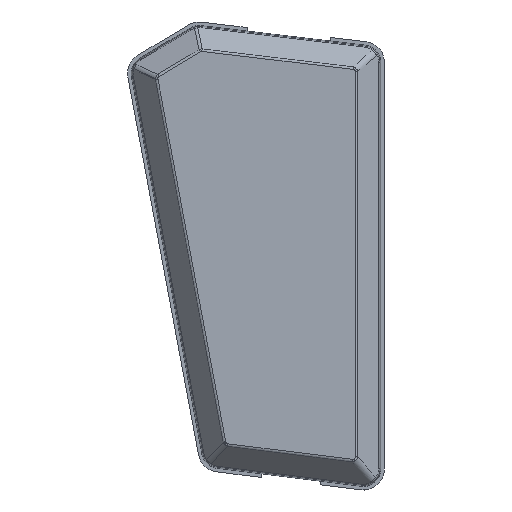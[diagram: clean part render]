
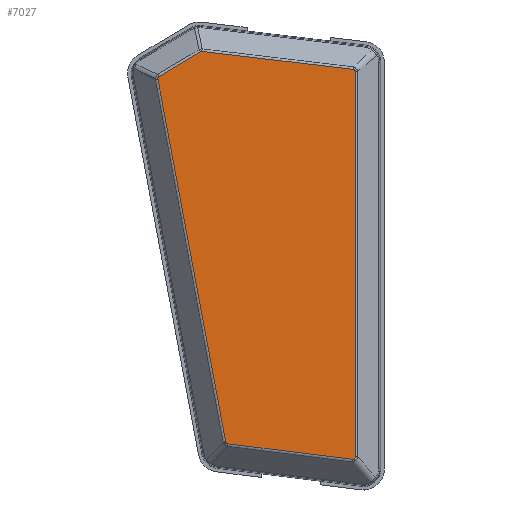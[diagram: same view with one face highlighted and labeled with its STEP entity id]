
A CAD part, top view. The second image highlights one B-rep face of the part: STEP entity #7027.
In plain terms, the highlighted planar face has unit normal (0, 0, 1).
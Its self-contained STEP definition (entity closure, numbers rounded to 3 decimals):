
#406 = CARTESIAN_POINT ( 'NONE',  ( -27.68, -49.56, 17.78 ) ) ;
#594 = ORIENTED_EDGE ( 'NONE', *, *, #2356, .F. ) ;
#1005 = VERTEX_POINT ( 'NONE', #9421 ) ;
#1195 = VERTEX_POINT ( 'NONE', #20863 ) ;
#1338 = CARTESIAN_POINT ( 'NONE',  ( -27.385, -48.464, 17.78 ) ) ;
#1539 =( BOUNDED_CURVE ( )  B_SPLINE_CURVE ( 3, ( #11950, #13763, #4808, #17342 ),
 .UNSPECIFIED., .F., .F. ) 
 B_SPLINE_CURVE_WITH_KNOTS ( ( 4, 4 ),
 ( 0., 0.43 ),
 .UNSPECIFIED. ) 
 CURVE ( )  GEOMETRIC_REPRESENTATION_ITEM ( )  RATIONAL_B_SPLINE_CURVE ( ( 1., 0.985, 0.985, 1. ) ) 
 REPRESENTATION_ITEM ( '' )  );
#1644 = CARTESIAN_POINT ( 'NONE',  ( -27.385, -48.795, 17.78 ) ) ;
#1926 = EDGE_LOOP ( 'NONE', ( #21460, #8049, #9578, #12159, #594, #21942, #10486, #8740, #8654, #16740, #3802 ) ) ;
#1933 = DIRECTION ( 'NONE',  ( 0.993, -0.118, 0. ) ) ;
#2136 =( BOUNDED_CURVE ( )  B_SPLINE_CURVE ( 3, ( #12193, #19269, #17574, #6836 ),
 .UNSPECIFIED., .F., .F. ) 
 B_SPLINE_CURVE_WITH_KNOTS ( ( 4, 4 ),
 ( 5.853, 6.283 ),
 .UNSPECIFIED. ) 
 CURVE ( )  GEOMETRIC_REPRESENTATION_ITEM ( )  RATIONAL_B_SPLINE_CURVE ( ( 1., 0.985, 0.985, 1. ) ) 
 REPRESENTATION_ITEM ( '' )  );
#2356 = EDGE_CURVE ( 'NONE', #14088, #1195, #16267, .T. ) ;
#2357 = VERTEX_POINT ( 'NONE', #11315 ) ;
#2725 = CARTESIAN_POINT ( 'NONE',  ( -28.009, 62.554, 17.78 ) ) ;
#3082 = CARTESIAN_POINT ( 'NONE',  ( -71.916, 67.632, 17.78 ) ) ;
#3366 = VERTEX_POINT ( 'NONE', #22294 ) ;
#3376 =( BOUNDED_CURVE ( )  B_SPLINE_CURVE ( 3, ( #13682, #11868, #20799, #10143 ),
 .UNSPECIFIED., .F., .F. ) 
 B_SPLINE_CURVE_WITH_KNOTS ( ( 4, 4 ),
 ( 2.911, 3.372 ),
 .UNSPECIFIED. ) 
 CURVE ( )  GEOMETRIC_REPRESENTATION_ITEM ( )  RATIONAL_B_SPLINE_CURVE ( ( 1., 0.982, 0.982, 1. ) ) 
 REPRESENTATION_ITEM ( '' )  );
#3473 = PLANE ( 'NONE',  #15500 ) ;
#3727 = DIRECTION ( 'NONE',  ( 0.858, 0.514, 0. ) ) ;
#3771 = CARTESIAN_POINT ( 'NONE',  ( -84.097, 59.799, 17.78 ) ) ;
#3802 = ORIENTED_EDGE ( 'NONE', *, *, #18187, .F. ) ;
#3916 = CARTESIAN_POINT ( 'NONE',  ( -27.385, -48.795, 17.78 ) ) ;
#4808 = CARTESIAN_POINT ( 'NONE',  ( -64.596, -44.605, 17.78 ) ) ;
#4994 = EDGE_CURVE ( 'NONE', #1005, #14740, #2136, .T. ) ;
#5104 =( BOUNDED_CURVE ( )  B_SPLINE_CURVE ( 3, ( #3771, #19697, #18087, #7353 ),
 .UNSPECIFIED., .F., .F. ) 
 B_SPLINE_CURVE_WITH_KNOTS ( ( 4, 4 ),
 ( 2.726, 3.557 ),
 .UNSPECIFIED. ) 
 CURVE ( )  GEOMETRIC_REPRESENTATION_ITEM ( )  RATIONAL_B_SPLINE_CURVE ( ( 1., 0.943, 0.943, 1. ) ) 
 REPRESENTATION_ITEM ( '' )  );
#5281 = DIRECTION ( 'NONE',  ( -1., 0., 0. ) ) ;
#6142 = EDGE_CURVE ( 'NONE', #21995, #3366, #11161, .T. ) ;
#6303 = CARTESIAN_POINT ( 'NONE',  ( -27.385, 61.852, 17.78 ) ) ;
#6443 = VERTEX_POINT ( 'NONE', #21059 ) ;
#6459 = VECTOR ( 'NONE', #17451, 1000. ) ;
#6836 = CARTESIAN_POINT ( 'NONE',  ( -64.422, -44.837, 17.78 ) ) ;
#7027 = ADVANCED_FACE ( 'NONE', ( #22241 ), #3473, .T. ) ;
#7264 = VECTOR ( 'NONE', #18416, 1000. ) ;
#7353 = CARTESIAN_POINT ( 'NONE',  ( -83.765, 60.535, 17.78 ) ) ;
#7554 = EDGE_CURVE ( 'NONE', #16296, #15996, #9433, .T. ) ;
#8049 = ORIENTED_EDGE ( 'NONE', *, *, #19666, .F. ) ;
#8654 = ORIENTED_EDGE ( 'NONE', *, *, #6142, .F. ) ;
#8740 = ORIENTED_EDGE ( 'NONE', *, *, #20346, .F. ) ;
#9319 = CARTESIAN_POINT ( 'NONE',  ( -27.385, -49.299, 17.78 ) ) ;
#9421 = CARTESIAN_POINT ( 'NONE',  ( -64.018, -45.017, 17.78 ) ) ;
#9433 = LINE ( 'NONE', #21593, #18380 ) ;
#9578 = ORIENTED_EDGE ( 'NONE', *, *, #7554, .F. ) ;
#10143 = CARTESIAN_POINT ( 'NONE',  ( -71.469, 67.728, 17.78 ) ) ;
#10486 = ORIENTED_EDGE ( 'NONE', *, *, #4994, .F. ) ;
#11161 =( BOUNDED_CURVE ( )  B_SPLINE_CURVE ( 3, ( #3916, #9319, #406, #12940 ),
 .UNSPECIFIED., .F., .F. ) 
 B_SPLINE_CURVE_WITH_KNOTS ( ( 4, 4 ),
 ( 2.583, 3.7 ),
 .UNSPECIFIED. ) 
 CURVE ( )  GEOMETRIC_REPRESENTATION_ITEM ( )  RATIONAL_B_SPLINE_CURVE ( ( 1., 0.899, 0.899, 1. ) ) 
 REPRESENTATION_ITEM ( '' )  );
#11315 = CARTESIAN_POINT ( 'NONE',  ( -27.385, 61.852, 17.78 ) ) ;
#11582 = EDGE_CURVE ( 'NONE', #2357, #21995, #20706, .T. ) ;
#11868 = CARTESIAN_POINT ( 'NONE',  ( -71.779, 67.714, 17.78 ) ) ;
#11950 = CARTESIAN_POINT ( 'NONE',  ( -64.422, -44.837, 17.78 ) ) ;
#11979 = VECTOR ( 'NONE', #1933, 1000. ) ;
#12159 = ORIENTED_EDGE ( 'NONE', *, *, #18953, .F. ) ;
#12193 = CARTESIAN_POINT ( 'NONE',  ( -64.018, -45.017, 17.78 ) ) ;
#12596 = EDGE_CURVE ( 'NONE', #14740, #14088, #1539, .T. ) ;
#12940 = CARTESIAN_POINT ( 'NONE',  ( -28.18, -49.497, 17.78 ) ) ;
#13327 = CARTESIAN_POINT ( 'NONE',  ( -63.806, -45.044, 17.78 ) ) ;
#13462 = CARTESIAN_POINT ( 'NONE',  ( -27.611, 62.507, 17.78 ) ) ;
#13682 = CARTESIAN_POINT ( 'NONE',  ( -71.916, 67.632, 17.78 ) ) ;
#13763 = CARTESIAN_POINT ( 'NONE',  ( -64.527, -44.738, 17.78 ) ) ;
#14088 = VERTEX_POINT ( 'NONE', #15653 ) ;
#14312 = EDGE_CURVE ( 'NONE', #14497, #6443, #21433, .T. ) ;
#14458 = CARTESIAN_POINT ( 'NONE',  ( -28.267, 62.585, 17.78 ) ) ;
#14497 = VERTEX_POINT ( 'NONE', #18549 ) ;
#14740 = VERTEX_POINT ( 'NONE', #21240 ) ;
#15172 =( BOUNDED_CURVE ( )  B_SPLINE_CURVE ( 3, ( #2725, #13462, #17040, #6303 ),
 .UNSPECIFIED., .F., .F. ) 
 B_SPLINE_CURVE_WITH_KNOTS ( ( 4, 4 ),
 ( 2.653, 3.63 ),
 .UNSPECIFIED. ) 
 CURVE ( )  GEOMETRIC_REPRESENTATION_ITEM ( )  RATIONAL_B_SPLINE_CURVE ( ( 1., 0.922, 0.922, 1. ) ) 
 REPRESENTATION_ITEM ( '' )  );
#15500 = AXIS2_PLACEMENT_3D ( 'NONE', #21270, #16029, #5281 ) ;
#15653 = CARTESIAN_POINT ( 'NONE',  ( -64.626, -44.446, 17.78 ) ) ;
#15990 = VECTOR ( 'NONE', #22165, 1000. ) ;
#15996 = VERTEX_POINT ( 'NONE', #3082 ) ;
#16029 = DIRECTION ( 'NONE',  ( 0., 0., 1. ) ) ;
#16267 = LINE ( 'NONE', #20184, #7264 ) ;
#16296 = VERTEX_POINT ( 'NONE', #16781 ) ;
#16542 = LINE ( 'NONE', #13327, #15990 ) ;
#16740 = ORIENTED_EDGE ( 'NONE', *, *, #11582, .F. ) ;
#16781 = CARTESIAN_POINT ( 'NONE',  ( -83.765, 60.535, 17.78 ) ) ;
#17040 = CARTESIAN_POINT ( 'NONE',  ( -27.385, 62.253, 17.78 ) ) ;
#17342 = CARTESIAN_POINT ( 'NONE',  ( -64.626, -44.446, 17.78 ) ) ;
#17451 = DIRECTION ( 'NONE',  ( 0., -1., 0. ) ) ;
#17574 = CARTESIAN_POINT ( 'NONE',  ( -64.316, -44.936, 17.78 ) ) ;
#18087 = CARTESIAN_POINT ( 'NONE',  ( -84.038, 60.372, 17.78 ) ) ;
#18187 = EDGE_CURVE ( 'NONE', #6443, #2357, #15172, .T. ) ;
#18380 = VECTOR ( 'NONE', #3727, 1000. ) ;
#18416 = DIRECTION ( 'NONE',  ( -0.184, 0.983, 0. ) ) ;
#18549 = CARTESIAN_POINT ( 'NONE',  ( -71.469, 67.728, 17.78 ) ) ;
#18953 = EDGE_CURVE ( 'NONE', #1195, #16296, #5104, .T. ) ;
#19269 = CARTESIAN_POINT ( 'NONE',  ( -64.18, -44.997, 17.78 ) ) ;
#19666 = EDGE_CURVE ( 'NONE', #15996, #14497, #3376, .T. ) ;
#19697 = CARTESIAN_POINT ( 'NONE',  ( -84.155, 60.111, 17.78 ) ) ;
#20184 = CARTESIAN_POINT ( 'NONE',  ( -84.059, 59.598, 17.78 ) ) ;
#20346 = EDGE_CURVE ( 'NONE', #3366, #1005, #16542, .T. ) ;
#20706 = LINE ( 'NONE', #1338, #6459 ) ;
#20799 = CARTESIAN_POINT ( 'NONE',  ( -71.627, 67.747, 17.78 ) ) ;
#20863 = CARTESIAN_POINT ( 'NONE',  ( -84.097, 59.799, 17.78 ) ) ;
#21059 = CARTESIAN_POINT ( 'NONE',  ( -28.009, 62.554, 17.78 ) ) ;
#21240 = CARTESIAN_POINT ( 'NONE',  ( -64.422, -44.837, 17.78 ) ) ;
#21270 = CARTESIAN_POINT ( 'NONE',  ( -25.08, 64.527, 17.78 ) ) ;
#21433 = LINE ( 'NONE', #14458, #11979 ) ;
#21460 = ORIENTED_EDGE ( 'NONE', *, *, #14312, .F. ) ;
#21593 = CARTESIAN_POINT ( 'NONE',  ( -72.002, 67.581, 17.78 ) ) ;
#21942 = ORIENTED_EDGE ( 'NONE', *, *, #12596, .F. ) ;
#21995 = VERTEX_POINT ( 'NONE', #1644 ) ;
#22165 = DIRECTION ( 'NONE',  ( -0.992, 0.124, 0. ) ) ;
#22241 = FACE_OUTER_BOUND ( 'NONE', #1926, .T. ) ;
#22294 = CARTESIAN_POINT ( 'NONE',  ( -28.18, -49.497, 17.78 ) ) ;
